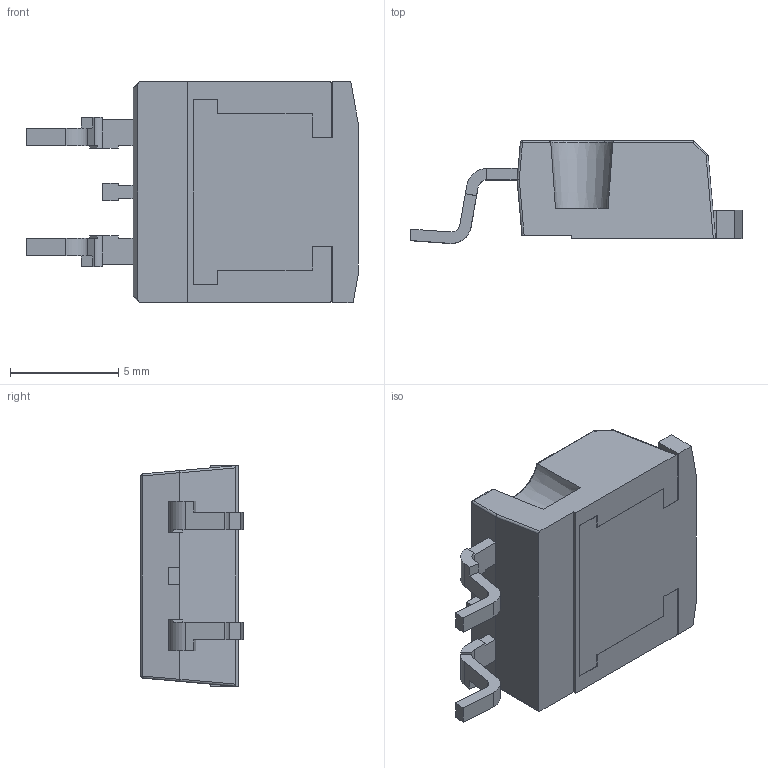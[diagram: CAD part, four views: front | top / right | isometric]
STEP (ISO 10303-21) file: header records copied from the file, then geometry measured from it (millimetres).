
FILE_DESCRIPTION (( 'STEP AP214' ), '1' );
FILE_NAME ('L7905ACD2T-TR.STEP', '2023-12-13T18:16:18', ( '' ), ( '' ), 'SwSTEP 2.0', 'SolidWorks 2023', '' );
FILE_SCHEMA (( 'AUTOMOTIVE_DESIGN' ));
Length unit declared in the file: millimetre
Products named in the file (1): L7905ACD2T-TR
Bounding box: 15.31 x 4.75 x 10.2 mm (x, y, z)
Volume: 395.9 mm3; surface area: 586 mm2
Topology: 5 solids, 5 shells, 141 faces, 363 edges, 237 vertices
Faces by surface type: plane 101, cylinder 26, bspline 6, torus 3, cone 3, sphere 2
Entity records: 6219 total; most frequent: CARTESIAN_POINT 2048, ORIENTED_EDGE 726, DIRECTION 645, EDGE_CURVE 363, LINE 281, VECTOR 281, VERTEX_POINT 237, AXIS2_PLACEMENT_3D 182
